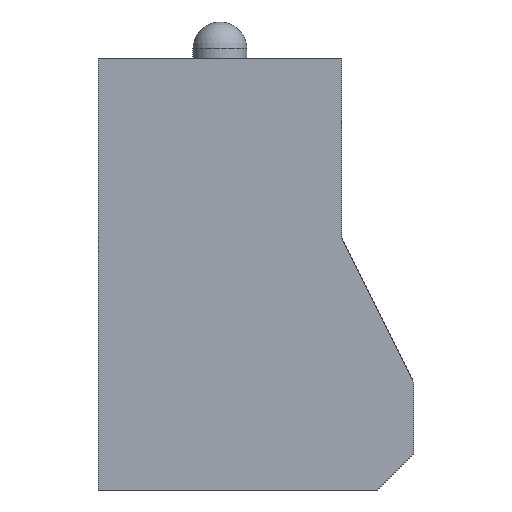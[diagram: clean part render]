
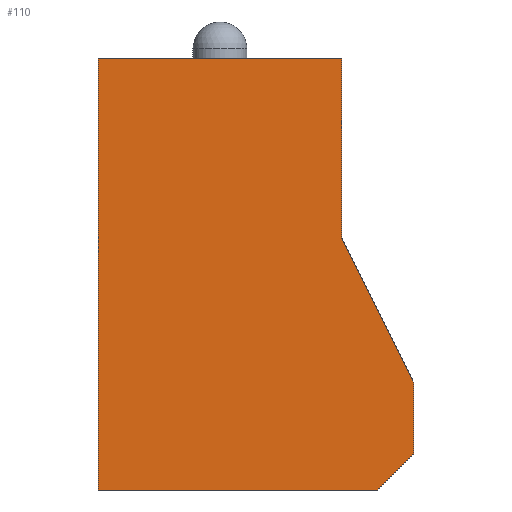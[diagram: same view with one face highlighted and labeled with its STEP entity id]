
A CAD part, front view. The second image highlights one B-rep face of the part: STEP entity #110.
In plain terms, the highlighted planar face has unit normal (0, -1, 0).
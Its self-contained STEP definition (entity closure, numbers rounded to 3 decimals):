
#110=ADVANCED_FACE('',(#186),#187,.T.);
#186=FACE_OUTER_BOUND('',#265,.T.);
#187=PLANE('',#266);
#265=EDGE_LOOP('',(#528,#529,#530,#531,#532,#533,#534));
#266=AXIS2_PLACEMENT_3D('',#535,#536,#537);
#528=ORIENTED_EDGE('',*,*,#666,.T.);
#529=ORIENTED_EDGE('',*,*,#613,.T.);
#530=ORIENTED_EDGE('',*,*,#615,.T.);
#531=ORIENTED_EDGE('',*,*,#607,.T.);
#532=ORIENTED_EDGE('',*,*,#665,.T.);
#533=ORIENTED_EDGE('',*,*,#667,.T.);
#534=ORIENTED_EDGE('',*,*,#644,.F.);
#535=CARTESIAN_POINT('',(0.0,0.0,0.0));
#536=DIRECTION('',(0.0,-1.0,0.0));
#537=DIRECTION('',(1.0,0.0,0.0));
#607=EDGE_CURVE('',#727,#725,#728,.T.);
#613=EDGE_CURVE('',#737,#735,#738,.T.);
#615=EDGE_CURVE('',#735,#727,#740,.T.);
#644=EDGE_CURVE('',#785,#780,#787,.T.);
#665=EDGE_CURVE('',#725,#818,#820,.T.);
#666=EDGE_CURVE('',#785,#737,#821,.T.);
#667=EDGE_CURVE('',#818,#780,#822,.T.);
#725=VERTEX_POINT('',#898);
#727=VERTEX_POINT('',#901);
#728=LINE('',#902,#903);
#735=VERTEX_POINT('',#914);
#737=VERTEX_POINT('',#917);
#738=LINE('',#918,#919);
#740=LINE('',#922,#923);
#780=VERTEX_POINT('',#988);
#785=VERTEX_POINT('',#995);
#787=LINE('',#998,#999);
#818=VERTEX_POINT('',#1049);
#820=LINE('',#1052,#1053);
#821=LINE('',#1054,#1055);
#822=LINE('',#1056,#1057);
#898=CARTESIAN_POINT('',(6.75,0.,14.0));
#901=CARTESIAN_POINT('',(10.75,0.,6.0));
#902=CARTESIAN_POINT('',(10.75,0.,6.0));
#903=VECTOR('',#1119,1.0);
#914=CARTESIAN_POINT('',(10.75,0.,2.0));
#917=CARTESIAN_POINT('',(8.75,0.,0.0));
#918=CARTESIAN_POINT('',(8.75,0.,0.0));
#919=VECTOR('',#1125,1.0);
#922=CARTESIAN_POINT('',(10.75,0.,2.0));
#923=VECTOR('',#1127,1.0);
#988=CARTESIAN_POINT('',(-6.75,0.0,24.0));
#995=CARTESIAN_POINT('',(-6.75,0.0,0.0));
#998=CARTESIAN_POINT('',(-6.75,0.0,0.0));
#999=VECTOR('',#1156,1.0);
#1049=CARTESIAN_POINT('',(6.75,0.0,24.0));
#1052=CARTESIAN_POINT('',(6.75,0.0,0.0));
#1053=VECTOR('',#1177,1.0);
#1054=CARTESIAN_POINT('',(-6.75,0.0,0.0));
#1055=VECTOR('',#1178,1.0);
#1056=CARTESIAN_POINT('',(-6.75,0.0,24.0));
#1057=VECTOR('',#1179,1.0);
#1119=DIRECTION('',(-0.447,0.0,0.894));
#1125=DIRECTION('',(0.707,0.,0.707));
#1127=DIRECTION('',(0.,0.,1.0));
#1156=DIRECTION('',(0.0,0.0,1.0));
#1177=DIRECTION('',(0.0,0.0,1.0));
#1178=DIRECTION('',(1.0,0.0,0.0));
#1179=DIRECTION('',(-1.0,-0.0,-0.0));
